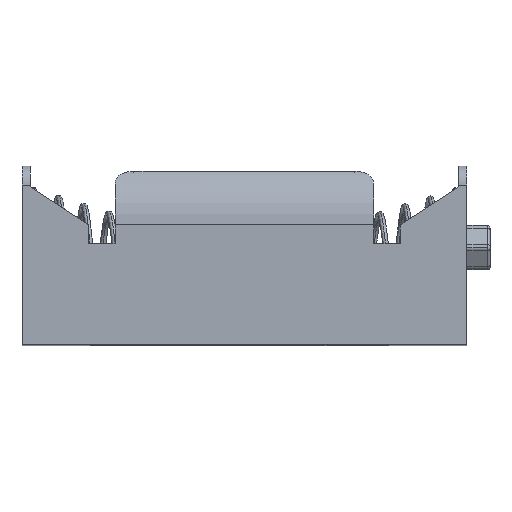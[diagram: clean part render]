
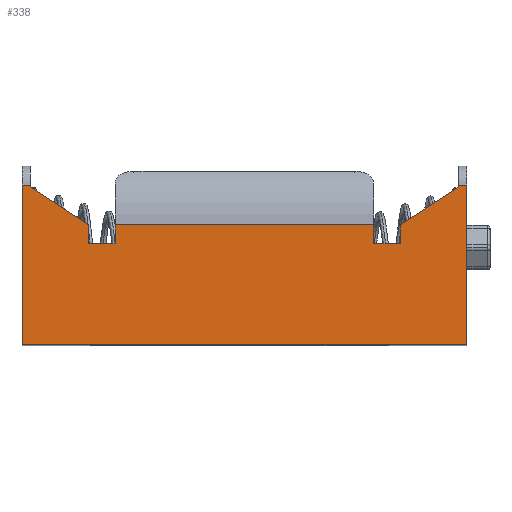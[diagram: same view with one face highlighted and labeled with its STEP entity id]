
A CAD part, top view. The second image highlights one B-rep face of the part: STEP entity #338.
In plain terms, the highlighted planar face has unit normal (0, 0, 1).
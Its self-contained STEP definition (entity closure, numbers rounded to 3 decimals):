
#44 = ORIENTED_EDGE ( 'NONE', *, *, #23188, .T. ) ;
#99 = LINE ( 'NONE', #18874, #7898 ) ;
#189 = DIRECTION ( 'NONE',  ( 1., 0., 0. ) ) ;
#338 = ADVANCED_FACE ( 'NONE', ( #9309 ), #365, .F. ) ;
#365 = PLANE ( 'NONE',  #3150 ) ;
#398 = VERTEX_POINT ( 'NONE', #7720 ) ;
#1466 = EDGE_CURVE ( 'NONE', #15941, #11619, #14489, .T. ) ;
#1674 = EDGE_LOOP ( 'NONE', ( #7677, #20021, #16483, #19511, #15898, #13803, #17846, #6301, #44, #19371, #9024, #19333, #9373, #3814, #6149, #6316 ) ) ;
#1879 = DIRECTION ( 'NONE',  ( 0., -1., 0. ) ) ;
#2102 = VECTOR ( 'NONE', #9956, 1000. ) ;
#2254 = VERTEX_POINT ( 'NONE', #16801 ) ;
#2262 = VECTOR ( 'NONE', #18829, 1000. ) ;
#2454 = CARTESIAN_POINT ( 'NONE',  ( 24.75, 44., 53.25 ) ) ;
#2736 = VERTEX_POINT ( 'NONE', #12168 ) ;
#2750 = VECTOR ( 'NONE', #10070, 1000. ) ;
#2788 = CARTESIAN_POINT ( 'NONE',  ( -20.5, 47., 53.25 ) ) ;
#2987 = EDGE_CURVE ( 'NONE', #3084, #20100, #11788, .T. ) ;
#3084 = VERTEX_POINT ( 'NONE', #17020 ) ;
#3150 = AXIS2_PLACEMENT_3D ( 'NONE', #16630, #13288, #12969 ) ;
#3301 = LINE ( 'NONE', #19924, #6447 ) ;
#3510 = LINE ( 'NONE', #20664, #17407 ) ;
#3639 = EDGE_CURVE ( 'NONE', #20097, #16247, #6863, .T. ) ;
#3814 = ORIENTED_EDGE ( 'NONE', *, *, #3639, .F. ) ;
#3883 = VERTEX_POINT ( 'NONE', #14715 ) ;
#3974 = DIRECTION ( 'NONE',  ( 0., 1., 0. ) ) ;
#4380 = CARTESIAN_POINT ( 'NONE',  ( -24.75, 44., 53.25 ) ) ;
#4504 = CARTESIAN_POINT ( 'NONE',  ( -33.95, 53., 53.25 ) ) ;
#5289 = VECTOR ( 'NONE', #12600, 1000. ) ;
#6113 = CARTESIAN_POINT ( 'NONE',  ( -33.95, 53.3, 53.25 ) ) ;
#6149 = ORIENTED_EDGE ( 'NONE', *, *, #7566, .F. ) ;
#6301 = ORIENTED_EDGE ( 'NONE', *, *, #17833, .T. ) ;
#6316 = ORIENTED_EDGE ( 'NONE', *, *, #2987, .F. ) ;
#6447 = VECTOR ( 'NONE', #17951, 1000. ) ;
#6540 = LINE ( 'NONE', #8904, #6819 ) ;
#6819 = VECTOR ( 'NONE', #14481, 1000. ) ;
#6863 = LINE ( 'NONE', #14134, #20535 ) ;
#7004 = LINE ( 'NONE', #13904, #2102 ) ;
#7566 = EDGE_CURVE ( 'NONE', #20100, #20097, #15442, .T. ) ;
#7677 = ORIENTED_EDGE ( 'NONE', *, *, #12013, .F. ) ;
#7720 = CARTESIAN_POINT ( 'NONE',  ( 20.5, 44., 53.25 ) ) ;
#7758 = CARTESIAN_POINT ( 'NONE',  ( -35.25, 53.3, 53.25 ) ) ;
#7826 = EDGE_CURVE ( 'NONE', #20903, #8636, #13393, .T. ) ;
#7885 = LINE ( 'NONE', #12516, #5289 ) ;
#7898 = VECTOR ( 'NONE', #3974, 1000. ) ;
#8113 = EDGE_CURVE ( 'NONE', #20903, #9852, #7885, .T. ) ;
#8622 = EDGE_CURVE ( 'NONE', #16247, #18815, #11168, .T. ) ;
#8636 = VERTEX_POINT ( 'NONE', #4504 ) ;
#8904 = CARTESIAN_POINT ( 'NONE',  ( 33.95, 0., 53.25 ) ) ;
#9024 = ORIENTED_EDGE ( 'NONE', *, *, #15157, .F. ) ;
#9309 = FACE_OUTER_BOUND ( 'NONE', #1674, .T. ) ;
#9373 = ORIENTED_EDGE ( 'NONE', *, *, #8622, .F. ) ;
#9534 = DIRECTION ( 'NONE',  ( 0.838, -0.546, 0. ) ) ;
#9786 = EDGE_CURVE ( 'NONE', #398, #18815, #99, .T. ) ;
#9852 = VERTEX_POINT ( 'NONE', #7758 ) ;
#9925 = LINE ( 'NONE', #22048, #13976 ) ;
#9956 = DIRECTION ( 'NONE',  ( -0.838, -0.546, 0. ) ) ;
#10028 = EDGE_CURVE ( 'NONE', #9852, #2736, #11656, .T. ) ;
#10070 = DIRECTION ( 'NONE',  ( 1., 0., 0. ) ) ;
#10823 = DIRECTION ( 'NONE',  ( 0., 1., 0. ) ) ;
#11168 = LINE ( 'NONE', #19254, #2750 ) ;
#11248 = CARTESIAN_POINT ( 'NONE',  ( 33.95, 53., 53.25 ) ) ;
#11619 = VERTEX_POINT ( 'NONE', #2454 ) ;
#11656 = LINE ( 'NONE', #17227, #21829 ) ;
#11758 = CARTESIAN_POINT ( 'NONE',  ( 24.75, 47., 53.25 ) ) ;
#11788 = LINE ( 'NONE', #22540, #2262 ) ;
#12013 = EDGE_CURVE ( 'NONE', #8636, #3084, #3510, .T. ) ;
#12168 = CARTESIAN_POINT ( 'NONE',  ( -35.25, 28., 53.25 ) ) ;
#12516 = CARTESIAN_POINT ( 'NONE',  ( -35.25, 53.3, 53.25 ) ) ;
#12535 = DIRECTION ( 'NONE',  ( 1., 0., 0. ) ) ;
#12600 = DIRECTION ( 'NONE',  ( -1., 0., 0. ) ) ;
#12969 = DIRECTION ( 'NONE',  ( -1., 0., 0. ) ) ;
#13151 = CARTESIAN_POINT ( 'NONE',  ( 0., 28., 53.25 ) ) ;
#13288 = DIRECTION ( 'NONE',  ( 0., 0., -1. ) ) ;
#13295 = CARTESIAN_POINT ( 'NONE',  ( 20.5, 47., 53.25 ) ) ;
#13297 = EDGE_CURVE ( 'NONE', #2736, #2254, #22013, .T. ) ;
#13393 = LINE ( 'NONE', #18629, #16882 ) ;
#13794 = VECTOR ( 'NONE', #189, 1000. ) ;
#13803 = ORIENTED_EDGE ( 'NONE', *, *, #19773, .F. ) ;
#13821 = DIRECTION ( 'NONE',  ( 0., -1., 0. ) ) ;
#13904 = CARTESIAN_POINT ( 'NONE',  ( -14.12, 21.65, 53.25 ) ) ;
#13976 = VECTOR ( 'NONE', #1879, 1000. ) ;
#14134 = CARTESIAN_POINT ( 'NONE',  ( -20.5, 0., 53.25 ) ) ;
#14481 = DIRECTION ( 'NONE',  ( 0., -1., 0. ) ) ;
#14489 = LINE ( 'NONE', #20996, #23753 ) ;
#14715 = CARTESIAN_POINT ( 'NONE',  ( 33.95, 53.3, 53.25 ) ) ;
#15157 = EDGE_CURVE ( 'NONE', #398, #11619, #19940, .T. ) ;
#15375 = CARTESIAN_POINT ( 'NONE',  ( -20.5, 44., 53.25 ) ) ;
#15442 = LINE ( 'NONE', #21884, #22704 ) ;
#15898 = ORIENTED_EDGE ( 'NONE', *, *, #13297, .T. ) ;
#15941 = VERTEX_POINT ( 'NONE', #11758 ) ;
#16247 = VERTEX_POINT ( 'NONE', #2788 ) ;
#16483 = ORIENTED_EDGE ( 'NONE', *, *, #8113, .T. ) ;
#16630 = CARTESIAN_POINT ( 'NONE',  ( 0., 56.3, 53.25 ) ) ;
#16801 = CARTESIAN_POINT ( 'NONE',  ( 35.25, 28., 53.25 ) ) ;
#16882 = VECTOR ( 'NONE', #18864, 1000. ) ;
#17020 = CARTESIAN_POINT ( 'NONE',  ( -24.75, 47., 53.25 ) ) ;
#17227 = CARTESIAN_POINT ( 'NONE',  ( -35.25, 56.3, 53.25 ) ) ;
#17407 = VECTOR ( 'NONE', #9534, 1000. ) ;
#17619 = CARTESIAN_POINT ( 'NONE',  ( 35.25, 53.3, 53.25 ) ) ;
#17833 = EDGE_CURVE ( 'NONE', #3883, #19949, #6540, .T. ) ;
#17846 = ORIENTED_EDGE ( 'NONE', *, *, #23720, .T. ) ;
#17951 = DIRECTION ( 'NONE',  ( -1., 0., 0. ) ) ;
#18629 = CARTESIAN_POINT ( 'NONE',  ( -33.95, 0., 53.25 ) ) ;
#18815 = VERTEX_POINT ( 'NONE', #13295 ) ;
#18829 = DIRECTION ( 'NONE',  ( 0., -1., 0. ) ) ;
#18864 = DIRECTION ( 'NONE',  ( 0., -1., 0. ) ) ;
#18874 = CARTESIAN_POINT ( 'NONE',  ( 20.5, 0., 53.25 ) ) ;
#19254 = CARTESIAN_POINT ( 'NONE',  ( 0., 47., 53.25 ) ) ;
#19333 = ORIENTED_EDGE ( 'NONE', *, *, #9786, .T. ) ;
#19371 = ORIENTED_EDGE ( 'NONE', *, *, #1466, .T. ) ;
#19511 = ORIENTED_EDGE ( 'NONE', *, *, #10028, .T. ) ;
#19773 = EDGE_CURVE ( 'NONE', #23574, #2254, #9925, .T. ) ;
#19924 = CARTESIAN_POINT ( 'NONE',  ( -35.25, 53.3, 53.25 ) ) ;
#19940 = LINE ( 'NONE', #22355, #13794 ) ;
#19949 = VERTEX_POINT ( 'NONE', #11248 ) ;
#20021 = ORIENTED_EDGE ( 'NONE', *, *, #7826, .F. ) ;
#20097 = VERTEX_POINT ( 'NONE', #15375 ) ;
#20100 = VERTEX_POINT ( 'NONE', #4380 ) ;
#20535 = VECTOR ( 'NONE', #10823, 1000. ) ;
#20664 = CARTESIAN_POINT ( 'NONE',  ( 14.12, 21.65, 53.25 ) ) ;
#20903 = VERTEX_POINT ( 'NONE', #6113 ) ;
#20996 = CARTESIAN_POINT ( 'NONE',  ( 24.75, 0., 53.25 ) ) ;
#21829 = VECTOR ( 'NONE', #22659, 1000. ) ;
#21884 = CARTESIAN_POINT ( 'NONE',  ( 0., 44., 53.25 ) ) ;
#22013 = LINE ( 'NONE', #13151, #24005 ) ;
#22048 = CARTESIAN_POINT ( 'NONE',  ( 35.25, 56.3, 53.25 ) ) ;
#22355 = CARTESIAN_POINT ( 'NONE',  ( 0., 44., 53.25 ) ) ;
#22540 = CARTESIAN_POINT ( 'NONE',  ( -24.75, 0., 53.25 ) ) ;
#22659 = DIRECTION ( 'NONE',  ( 0., -1., 0. ) ) ;
#22704 = VECTOR ( 'NONE', #12535, 1000. ) ;
#23188 = EDGE_CURVE ( 'NONE', #19949, #15941, #7004, .T. ) ;
#23574 = VERTEX_POINT ( 'NONE', #17619 ) ;
#23720 = EDGE_CURVE ( 'NONE', #23574, #3883, #3301, .T. ) ;
#23753 = VECTOR ( 'NONE', #13821, 1000. ) ;
#23935 = DIRECTION ( 'NONE',  ( 1., 0., 0. ) ) ;
#24005 = VECTOR ( 'NONE', #23935, 1000. ) ;
